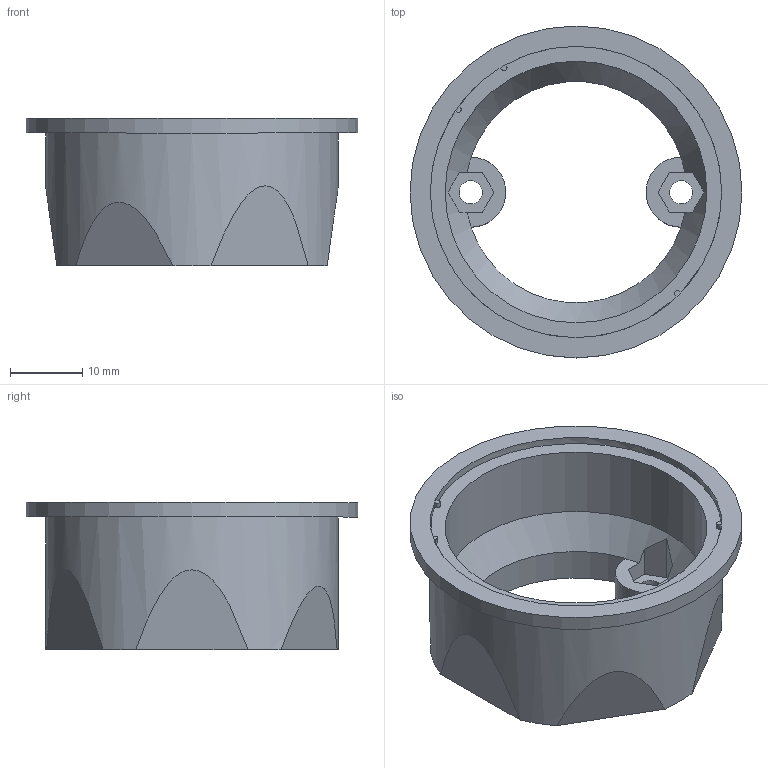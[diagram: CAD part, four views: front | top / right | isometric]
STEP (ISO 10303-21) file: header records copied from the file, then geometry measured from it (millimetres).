
FILE_DESCRIPTION(/* description */ (''),/* implementation_level */ '2;1');
FILE_NAME(/* name */ 'Trackpad Mount.step',/* time_stamp */ '2023-03-25T17:49:07Z',/* author */ (''),/* organization */ (''),/* preprocessor_version */ 'ST-DEVELOPER v19.2',/* originating_system */ 'Autodesk Translation Framework v11.17.0.187',/* authorisation */ '');
FILE_SCHEMA (('AUTOMOTIVE_DESIGN { 1 0 10303 214 3 1 1 }'));
Length unit declared in the file: millimetre
Products named in the file (1): Trackpad Mount
Bounding box: 45.8 x 45.8 x 20.32 mm (x, y, z)
Volume: 7510.2 mm3; surface area: 6659.2 mm2
Topology: 1 solids, 1 shells, 49 faces, 134 edges, 89 vertices
Faces by surface type: plane 35, cylinder 10, bspline 3, cone 1
Full cylindrical faces by diameter (mm): 3.2 x2, 36.1 x1, 40.2 x1, 40.4 x1, 45.8 x1
Entity records: 1623 total; most frequent: CARTESIAN_POINT 330, ORIENTED_EDGE 268, DIRECTION 263, EDGE_CURVE 134, AXIS2_PLACEMENT_3D 95, VERTEX_POINT 89, LINE 73, VECTOR 73
